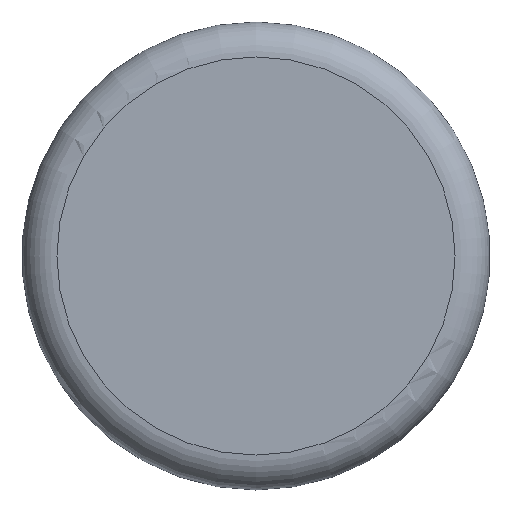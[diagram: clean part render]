
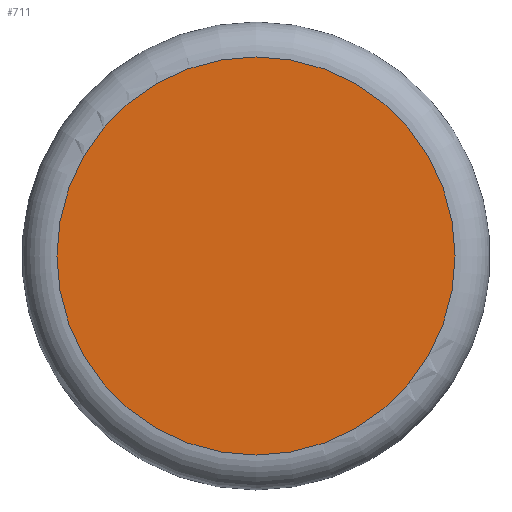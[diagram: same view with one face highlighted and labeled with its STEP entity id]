
A CAD part, front view. The second image highlights one B-rep face of the part: STEP entity #711.
In plain terms, the highlighted planar face has unit normal (0, -1, 0).
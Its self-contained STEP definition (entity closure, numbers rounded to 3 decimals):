
#51=CIRCLE('',#793,57.);
#126=FACE_OUTER_BOUND('',#170,.T.);
#170=EDGE_LOOP('',(#606));
#344=VERTEX_POINT('',#1566);
#436=EDGE_CURVE('',#344,#344,#51,.T.);
#606=ORIENTED_EDGE('',*,*,#436,.F.);
#673=PLANE('',#797);
#711=ADVANCED_FACE('',(#126),#673,.T.);
#793=AXIS2_PLACEMENT_3D('',#1567,#959,#960);
#797=AXIS2_PLACEMENT_3D('',#1571,#967,#968);
#959=DIRECTION('center_axis',(0.,1.,0.));
#960=DIRECTION('ref_axis',(-1.,0.,0.));
#967=DIRECTION('center_axis',(0.,-1.,0.));
#968=DIRECTION('ref_axis',(0.,0.,-1.));
#1566=CARTESIAN_POINT('',(0.,-10.,57.));
#1567=CARTESIAN_POINT('Origin',(0.,-10.,0.));
#1571=CARTESIAN_POINT('Origin',(0.,-10.,0.));
